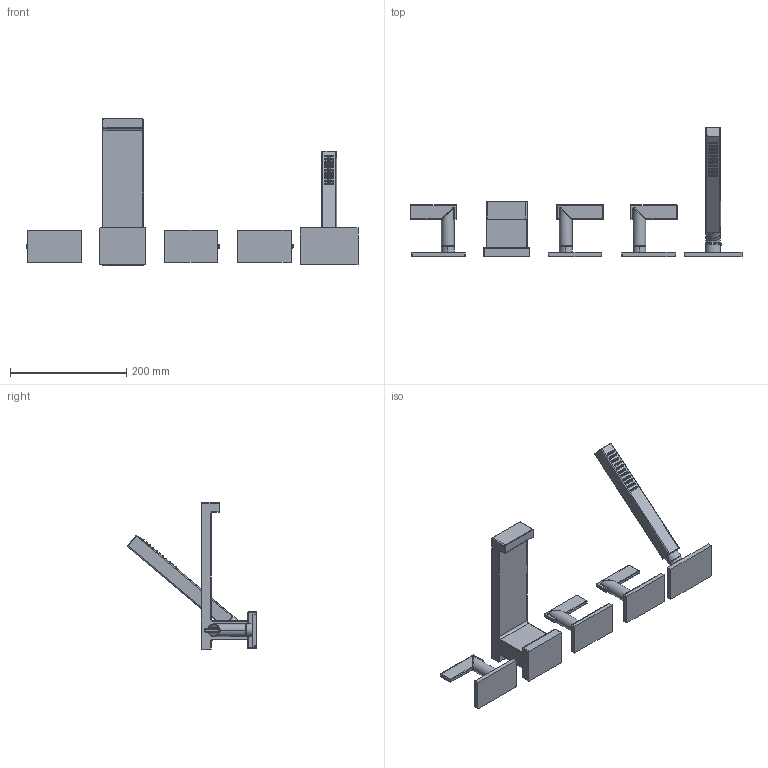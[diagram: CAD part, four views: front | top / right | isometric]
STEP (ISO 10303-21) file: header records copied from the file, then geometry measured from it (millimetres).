
FILE_DESCRIPTION((''),'2;1');
FILE_NAME('3-2547','2021-03-22T11:46:00',('jinson.thomas'),(''),'CREO PARAMETRIC BY PTC INC, 2018400','CREO PARAMETRIC BY PTC INC, 2018400','');
FILE_SCHEMA(('CONFIG_CONTROL_DESIGN'));
Products named in the file (1): 3-2547
Bounding box: 571.88 x 222.8 x 254 mm (x, y, z)
Volume: 987067.3 mm3; surface area: 178941.9 mm2
Topology: 5 solids, 6 shells, 1080 faces, 2372 edges, 1406 vertices
Faces by surface type: bspline 310, cylinder 298, cone 154, plane 144, torus 128, sphere 46
Entity records: 53465 total; most frequent: CARTESIAN_POINT 31466, ORIENTED_EDGE 4744, DIRECTION 4184, EDGE_CURVE 2372, AXIS2_PLACEMENT_3D 1715, VERTEX_POINT 1406, EDGE_LOOP 1184, FACE_OUTER_BOUND 1080
